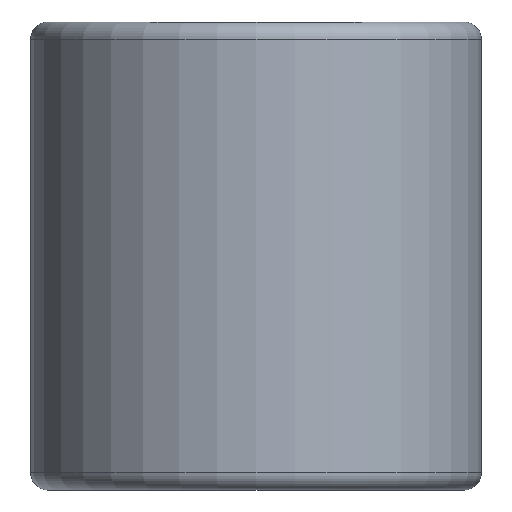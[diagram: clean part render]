
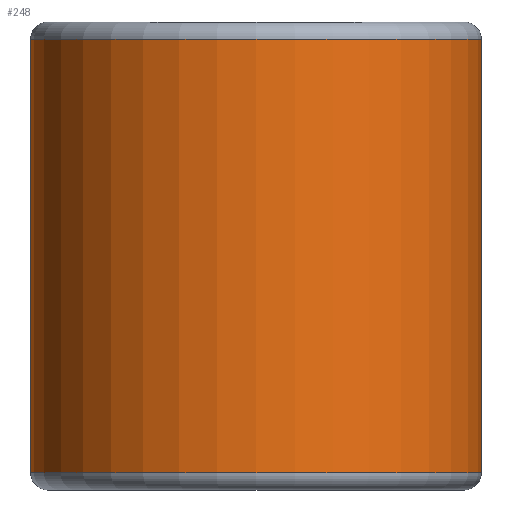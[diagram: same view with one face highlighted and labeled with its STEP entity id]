
A CAD part, front view. The second image highlights one B-rep face of the part: STEP entity #248.
In plain terms, the highlighted cylindrical face has radius 9.919 mm (diameter 19.837 mm), a partial arc.
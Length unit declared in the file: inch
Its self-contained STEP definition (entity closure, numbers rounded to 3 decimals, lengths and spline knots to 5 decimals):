
#14 = DIRECTION ( 'NONE',  ( 1., 0., 0. ) ) ;
#248 = ADVANCED_FACE ( 'NONE', ( #968 ), #1191, .T. ) ;
#325 = VECTOR ( 'NONE', #2084, 39.37008 ) ;
#327 = DIRECTION ( 'NONE',  ( 1., 0., 0. ) ) ;
#384 = ORIENTED_EDGE ( 'NONE', *, *, #729, .T. ) ;
#400 = CIRCLE ( 'NONE', #1884, 0.3905 ) ;
#475 = AXIS2_PLACEMENT_3D ( 'NONE', #2507, #1216, #14 ) ;
#528 = DIRECTION ( 'NONE',  ( 0., 0., -1. ) ) ;
#614 = CARTESIAN_POINT ( 'NONE',  ( 0.703, -1.187, -0.375 ) ) ;
#713 = CARTESIAN_POINT ( 'NONE',  ( 0.3125, -1.187, 0. ) ) ;
#729 = EDGE_CURVE ( 'NONE', #852, #1955, #2572, .T. ) ;
#798 = CIRCLE ( 'NONE', #475, 0.3905 ) ;
#852 = VERTEX_POINT ( 'NONE', #614 ) ;
#863 = VECTOR ( 'NONE', #528, 39.37008 ) ;
#968 = FACE_OUTER_BOUND ( 'NONE', #2408, .T. ) ;
#975 = ORIENTED_EDGE ( 'NONE', *, *, #2316, .F. ) ;
#1165 = CARTESIAN_POINT ( 'NONE',  ( 0.3125, -1.187, 0.375 ) ) ;
#1190 = CARTESIAN_POINT ( 'NONE',  ( -0.078, -1.187, -0.375 ) ) ;
#1191 = CYLINDRICAL_SURFACE ( 'NONE', #2664, 0.3905 ) ;
#1216 = DIRECTION ( 'NONE',  ( 0., 0., 1. ) ) ;
#1258 = CARTESIAN_POINT ( 'NONE',  ( 0.703, -1.187, 0.375 ) ) ;
#1378 = DIRECTION ( 'NONE',  ( 1., 0., 0. ) ) ;
#1407 = CARTESIAN_POINT ( 'NONE',  ( -0.078, -1.187, 0.375 ) ) ;
#1447 = EDGE_CURVE ( 'NONE', #2608, #2581, #2564, .T. ) ;
#1629 = EDGE_CURVE ( 'NONE', #2581, #852, #798, .T. ) ;
#1645 = CARTESIAN_POINT ( 'NONE',  ( 0.703, -1.187, 0. ) ) ;
#1785 = CARTESIAN_POINT ( 'NONE',  ( -0.078, -1.187, 0.375 ) ) ;
#1884 = AXIS2_PLACEMENT_3D ( 'NONE', #1165, #2666, #1378 ) ;
#1955 = VERTEX_POINT ( 'NONE', #1258 ) ;
#2084 = DIRECTION ( 'NONE',  ( 0., 0., 1. ) ) ;
#2277 = ORIENTED_EDGE ( 'NONE', *, *, #1447, .T. ) ;
#2316 = EDGE_CURVE ( 'NONE', #2608, #1955, #400, .T. ) ;
#2378 = ORIENTED_EDGE ( 'NONE', *, *, #1629, .T. ) ;
#2408 = EDGE_LOOP ( 'NONE', ( #2378, #384, #975, #2277 ) ) ;
#2507 = CARTESIAN_POINT ( 'NONE',  ( 0.3125, -1.187, -0.375 ) ) ;
#2564 = LINE ( 'NONE', #1785, #863 ) ;
#2572 = LINE ( 'NONE', #1645, #325 ) ;
#2581 = VERTEX_POINT ( 'NONE', #1190 ) ;
#2608 = VERTEX_POINT ( 'NONE', #1407 ) ;
#2631 = DIRECTION ( 'NONE',  ( 0., 0., 1. ) ) ;
#2664 = AXIS2_PLACEMENT_3D ( 'NONE', #713, #2631, #327 ) ;
#2666 = DIRECTION ( 'NONE',  ( 0., 0., 1. ) ) ;
